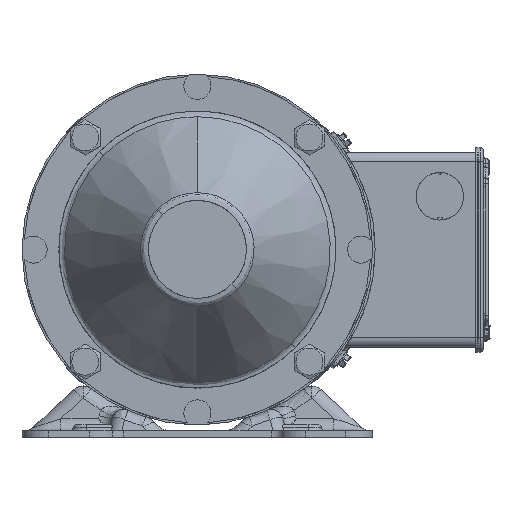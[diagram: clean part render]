
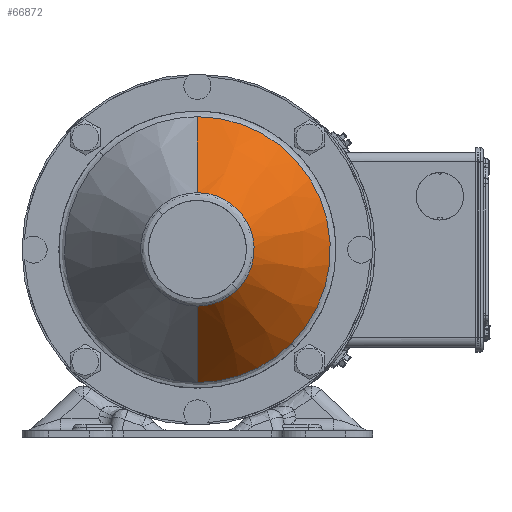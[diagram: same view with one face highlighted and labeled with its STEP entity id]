
A CAD part, top view. The second image highlights one B-rep face of the part: STEP entity #66872.
In plain terms, the highlighted conical face has half-angle 33.547 degrees and reference radius 62.558 mm.
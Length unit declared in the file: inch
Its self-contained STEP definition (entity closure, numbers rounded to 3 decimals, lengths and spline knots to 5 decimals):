
#230 = VERTEX_POINT ( 'NONE', #24114 ) ;
#459 = CARTESIAN_POINT ( 'NONE',  ( 0.00013, 2.46279, 12.83817 ) ) ;
#955 = VECTOR ( 'NONE', #91574, 39.37008 ) ;
#8863 = AXIS2_PLACEMENT_3D ( 'NONE', #35724, #25090, #139687 ) ;
#13374 = CARTESIAN_POINT ( 'NONE',  ( 0.00013, -0.00013, 12.83817 ) ) ;
#13492 = DIRECTION ( 'NONE',  ( 0., 0., -1. ) ) ;
#15982 = VERTEX_POINT ( 'NONE', #97803 ) ;
#19551 = EDGE_CURVE ( 'NONE', #90515, #52424, #125195, .T. ) ;
#21154 = LINE ( 'NONE', #29353, #70015 ) ;
#24114 = CARTESIAN_POINT ( 'NONE',  ( 0.00013, -2.46305, 12.83817 ) ) ;
#25090 = DIRECTION ( 'NONE',  ( 0., 0., -1. ) ) ;
#26477 = LINE ( 'NONE', #149137, #955 ) ;
#29353 = CARTESIAN_POINT ( 'NONE',  ( 0.00013, 2.46279, 12.83817 ) ) ;
#31761 = VERTEX_POINT ( 'NONE', #459 ) ;
#35724 = CARTESIAN_POINT ( 'NONE',  ( 0.00013, -0.00013, 12.83817 ) ) ;
#37684 = DIRECTION ( 'NONE',  ( 0., 0., 1. ) ) ;
#38222 = DIRECTION ( 'NONE',  ( 0., 0., 1. ) ) ;
#40190 = AXIS2_PLACEMENT_3D ( 'NONE', #71080, #13492, #71586 ) ;
#51321 = AXIS2_PLACEMENT_3D ( 'NONE', #13374, #37684, #105344 ) ;
#52424 = VERTEX_POINT ( 'NONE', #66186 ) ;
#59955 = ORIENTED_EDGE ( 'NONE', *, *, #133272, .T. ) ;
#59989 = ORIENTED_EDGE ( 'NONE', *, *, #81464, .F. ) ;
#66016 = CARTESIAN_POINT ( 'NONE',  ( 0.74348, -0.74348, 14.96714 ) ) ;
#66186 = CARTESIAN_POINT ( 'NONE',  ( 0.00013, -1.05139, 14.96714 ) ) ;
#66872 = ADVANCED_FACE ( 'NONE', ( #134562 ), #120160, .T. ) ;
#67890 = CARTESIAN_POINT ( 'NONE',  ( 0.00013, -0.00013, 14.96714 ) ) ;
#68682 = EDGE_CURVE ( 'NONE', #15982, #90515, #69404, .T. ) ;
#69404 = CIRCLE ( 'NONE', #40190, 1.05126 ) ;
#70015 = VECTOR ( 'NONE', #146911, 39.37008 ) ;
#70083 = ORIENTED_EDGE ( 'NONE', *, *, #108875, .T. ) ;
#71080 = CARTESIAN_POINT ( 'NONE',  ( 0.00013, -0.00013, 14.96714 ) ) ;
#71586 = DIRECTION ( 'NONE',  ( -0.707, 0.707, 0. ) ) ;
#71990 = CARTESIAN_POINT ( 'NONE',  ( 0.00013, -0.00013, 12.83817 ) ) ;
#75477 = CIRCLE ( 'NONE', #51321, 2.46292 ) ;
#75670 = CIRCLE ( 'NONE', #87106, 2.46292 ) ;
#79332 = ORIENTED_EDGE ( 'NONE', *, *, #68682, .T. ) ;
#81464 = EDGE_CURVE ( 'NONE', #15982, #31761, #21154, .T. ) ;
#85815 = AXIS2_PLACEMENT_3D ( 'NONE', #67890, #148738, #90674 ) ;
#87106 = AXIS2_PLACEMENT_3D ( 'NONE', #71990, #38222, #130077 ) ;
#89850 = EDGE_LOOP ( 'NONE', ( #79332, #136571, #59955, #70083, #112839, #59989 ) ) ;
#90515 = VERTEX_POINT ( 'NONE', #66016 ) ;
#90674 = DIRECTION ( 'NONE',  ( -0.707, 0.707, 0. ) ) ;
#91574 = DIRECTION ( 'NONE',  ( 0., -0.553, -0.833 ) ) ;
#97803 = CARTESIAN_POINT ( 'NONE',  ( 0.00013, 1.05113, 14.96714 ) ) ;
#105344 = DIRECTION ( 'NONE',  ( -0.707, 0.707, 0. ) ) ;
#108875 = EDGE_CURVE ( 'NONE', #230, #110594, #75670, .T. ) ;
#110594 = VERTEX_POINT ( 'NONE', #144679 ) ;
#112839 = ORIENTED_EDGE ( 'NONE', *, *, #130211, .T. ) ;
#120160 = CONICAL_SURFACE ( 'NONE', #8863, 2.46292, 0.586 ) ;
#125195 = CIRCLE ( 'NONE', #85815, 1.05126 ) ;
#130077 = DIRECTION ( 'NONE',  ( -0.707, 0.707, 0. ) ) ;
#130211 = EDGE_CURVE ( 'NONE', #110594, #31761, #75477, .T. ) ;
#133272 = EDGE_CURVE ( 'NONE', #52424, #230, #26477, .T. ) ;
#134562 = FACE_OUTER_BOUND ( 'NONE', #89850, .T. ) ;
#136571 = ORIENTED_EDGE ( 'NONE', *, *, #19551, .T. ) ;
#139687 = DIRECTION ( 'NONE',  ( 0., 1., 0. ) ) ;
#144679 = CARTESIAN_POINT ( 'NONE',  ( 1.74167, -1.74167, 12.83817 ) ) ;
#146911 = DIRECTION ( 'NONE',  ( 0., 0.553, -0.833 ) ) ;
#148738 = DIRECTION ( 'NONE',  ( 0., 0., -1. ) ) ;
#149137 = CARTESIAN_POINT ( 'NONE',  ( 0.00013, -2.46305, 12.83817 ) ) ;
